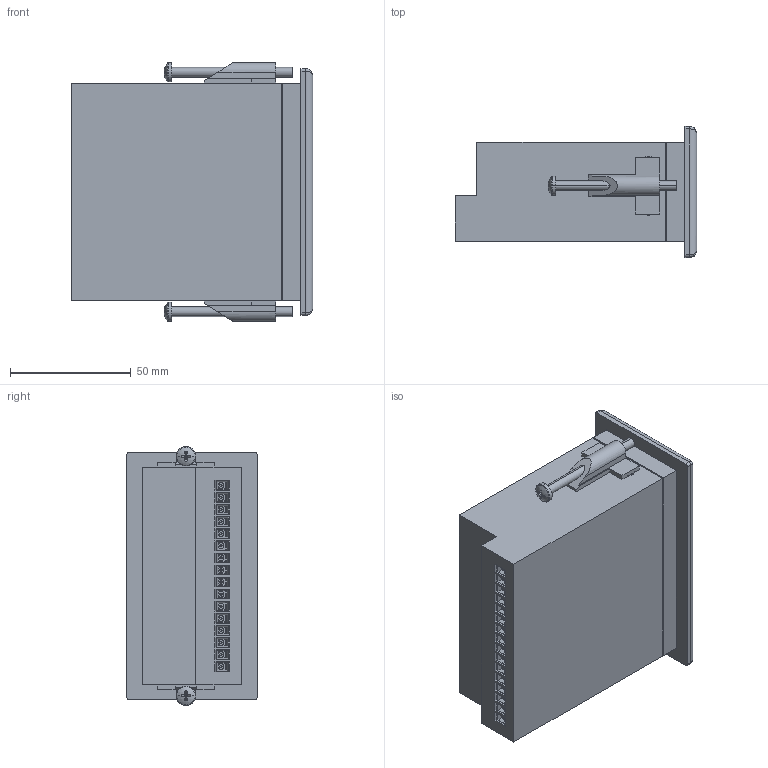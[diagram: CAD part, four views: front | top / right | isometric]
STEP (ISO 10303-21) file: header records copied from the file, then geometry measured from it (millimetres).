
FILE_DESCRIPTION (( 'STEP AP214' ), '1' );
FILE_NAME ('3D ìîäåëü ÒÐÌ201-Ù2.STEP', '2015-08-17T13:51:34', ( 'adm' ), ( 'owen' ), 'SwSTEP 2.0', 'SolidWorks 2011', '' );
FILE_SCHEMA (( 'AUTOMOTIVE_DESIGN' ));
Length unit declared in the file: millimetre
Products named in the file (9): TRM201_001F03M; Óïëîòíèòåëü; 鏢鵿櫡 膹樦擨鴀鍒; 抔樦憵; Pan Cross Head_AM4_50_B18.6.7M - M4 x 0.7 x 40 Type I Cross Recessed PHMS --40N; ﾇ琥韲; Èçìåðèòåëü ÒÐÌ201-Ù2 ïåðåä; Èçìåðèòåëü ÒÐÌ201-Ù2 çàä; 3D ìîäåëü ÒÐÌ201-Ù2
Assembly tree (25 placements, depth 3):
  3D ìîäåëü ÒÐÌ201-Ù2
    ﾇ琥韲  x2
    TRM201_001F03M
    鏢鵿櫡 膹樦擨鴀鍒
      抔樦憵  x16
    Óïëîòíèòåëü
    Pan Cross Head_AM4_50_B18.6.7M - M4 x 0.7 x 40 Type I Cross Recessed PHMS --40N  x2
    Èçìåðèòåëü ÒÐÌ201-Ù2 ïåðåä
    Èçìåðèòåëü ÒÐÌ201-Ù2 çàä
Bounding box: 100 x 54 x 107 mm (x, y, z)
Volume: 82083 mm3; surface area: 96010.3 mm2
Topology: 24 solids, 24 shells, 1862 faces, 4683 edges, 3086 vertices
Faces by surface type: plane 1350, cylinder 266, bspline 238, torus 4, sphere 4
Entity records: 46041 total; most frequent: CARTESIAN_POINT 9395, ORIENTED_EDGE 6000, DIRECTION 4516, EDGE_CURVE 3000, VECTOR 2382, LINE 2382, VERTEX_POINT 1990, EDGE_LOOP 1326
